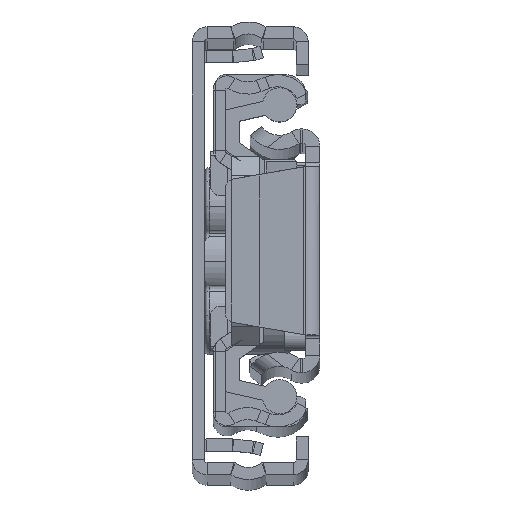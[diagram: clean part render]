
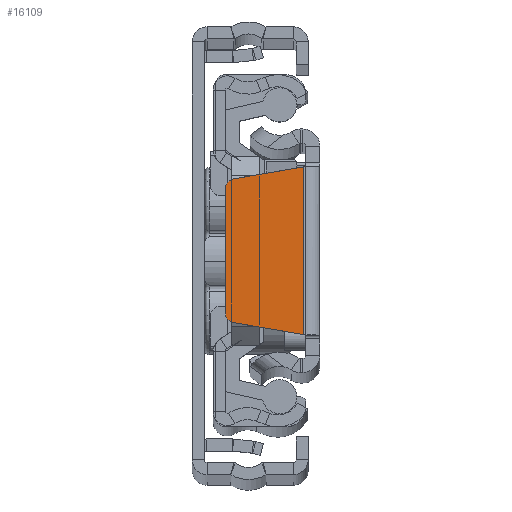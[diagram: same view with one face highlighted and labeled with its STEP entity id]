
A CAD part, top view. The second image highlights one B-rep face of the part: STEP entity #16109.
In plain terms, the highlighted planar face has unit normal (0, 0, 1).
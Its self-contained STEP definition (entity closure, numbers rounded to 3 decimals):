
#115 = VECTOR ( 'NONE', #1211, 1000. ) ;
#220 = EDGE_CURVE ( 'NONE', #12835, #18238, #9580, .T. ) ;
#486 = CARTESIAN_POINT ( 'NONE',  ( -1.5, 8.35, 0. ) ) ;
#1211 = DIRECTION ( 'NONE',  ( 0., -1., 0. ) ) ;
#1810 = EDGE_CURVE ( 'NONE', #9339, #12835, #14326, .T. ) ;
#1958 = DIRECTION ( 'NONE',  ( -1., 0., 0. ) ) ;
#2263 = CARTESIAN_POINT ( 'NONE',  ( -9.4, -6.156, 0. ) ) ;
#2371 = CARTESIAN_POINT ( 'NONE',  ( -8.568, -7.142, 0. ) ) ;
#2454 = CARTESIAN_POINT ( 'NONE',  ( -8.4, -6.156, 0. ) ) ;
#3184 = ORIENTED_EDGE ( 'NONE', *, *, #19174, .F. ) ;
#3601 = CARTESIAN_POINT ( 'NONE',  ( -8.4, 6.156, 0. ) ) ;
#3938 = ORIENTED_EDGE ( 'NONE', *, *, #9317, .F. ) ;
#4107 = CARTESIAN_POINT ( 'NONE',  ( -8.4, 6.156, 0. ) ) ;
#4213 = DIRECTION ( 'NONE',  ( 0., 0., -1. ) ) ;
#4757 = CARTESIAN_POINT ( 'NONE',  ( -9.4, 6.156, 0. ) ) ;
#5776 = FACE_OUTER_BOUND ( 'NONE', #12540, .T. ) ;
#5845 = ORIENTED_EDGE ( 'NONE', *, *, #10211, .F. ) ;
#5997 = LINE ( 'NONE', #2371, #19632 ) ;
#7196 = CARTESIAN_POINT ( 'NONE',  ( -8.568, 7.142, 0. ) ) ;
#7752 = DIRECTION ( 'NONE',  ( -1., 0., 0. ) ) ;
#8343 = CARTESIAN_POINT ( 'NONE',  ( -1.6, 8.333, 0. ) ) ;
#8750 = DIRECTION ( 'NONE',  ( 0., 0., -1. ) ) ;
#9317 = EDGE_CURVE ( 'NONE', #15390, #18158, #11481, .T. ) ;
#9339 = VERTEX_POINT ( 'NONE', #7196 ) ;
#9370 = AXIS2_PLACEMENT_3D ( 'NONE', #4107, #4213, #7752 ) ;
#9383 = AXIS2_PLACEMENT_3D ( 'NONE', #2454, #8750, #12590 ) ;
#9580 = LINE ( 'NONE', #16277, #115 ) ;
#10211 = EDGE_CURVE ( 'NONE', #18238, #15390, #5997, .T. ) ;
#10502 = VECTOR ( 'NONE', #19461, 1000. ) ;
#10900 = CARTESIAN_POINT ( 'NONE',  ( -9.4, 6.156, 0. ) ) ;
#11481 = CIRCLE ( 'NONE', #9383, 1. ) ;
#11692 = VERTEX_POINT ( 'NONE', #4757 ) ;
#12312 = DIRECTION ( 'NONE',  ( -0.986, 0.168, 0. ) ) ;
#12512 = PLANE ( 'NONE',  #9370 ) ;
#12540 = EDGE_LOOP ( 'NONE', ( #17042, #15755, #12861, #3184, #3938, #5845 ) ) ;
#12590 = DIRECTION ( 'NONE',  ( -1., 0., 0. ) ) ;
#12771 = LINE ( 'NONE', #10900, #10502 ) ;
#12835 = VERTEX_POINT ( 'NONE', #8343 ) ;
#12861 = ORIENTED_EDGE ( 'NONE', *, *, #14158, .F. ) ;
#14158 = EDGE_CURVE ( 'NONE', #11692, #9339, #16549, .T. ) ;
#14326 = LINE ( 'NONE', #486, #21207 ) ;
#15390 = VERTEX_POINT ( 'NONE', #21195 ) ;
#15665 = DIRECTION ( 'NONE',  ( 0.986, 0.168, 0. ) ) ;
#15755 = ORIENTED_EDGE ( 'NONE', *, *, #1810, .F. ) ;
#16109 = ADVANCED_FACE ( 'NONE', ( #5776 ), #12512, .F. ) ;
#16201 = CARTESIAN_POINT ( 'NONE',  ( -1.6, -8.333, 0. ) ) ;
#16277 = CARTESIAN_POINT ( 'NONE',  ( -1.6, -8.333, 0. ) ) ;
#16549 = CIRCLE ( 'NONE', #20454, 1. ) ;
#17022 = DIRECTION ( 'NONE',  ( 0., 0., -1. ) ) ;
#17042 = ORIENTED_EDGE ( 'NONE', *, *, #220, .F. ) ;
#18158 = VERTEX_POINT ( 'NONE', #2263 ) ;
#18238 = VERTEX_POINT ( 'NONE', #16201 ) ;
#19174 = EDGE_CURVE ( 'NONE', #18158, #11692, #12771, .T. ) ;
#19461 = DIRECTION ( 'NONE',  ( 0., 1., 0. ) ) ;
#19632 = VECTOR ( 'NONE', #12312, 1000. ) ;
#20454 = AXIS2_PLACEMENT_3D ( 'NONE', #3601, #17022, #1958 ) ;
#21195 = CARTESIAN_POINT ( 'NONE',  ( -8.568, -7.142, 0. ) ) ;
#21207 = VECTOR ( 'NONE', #15665, 1000. ) ;
